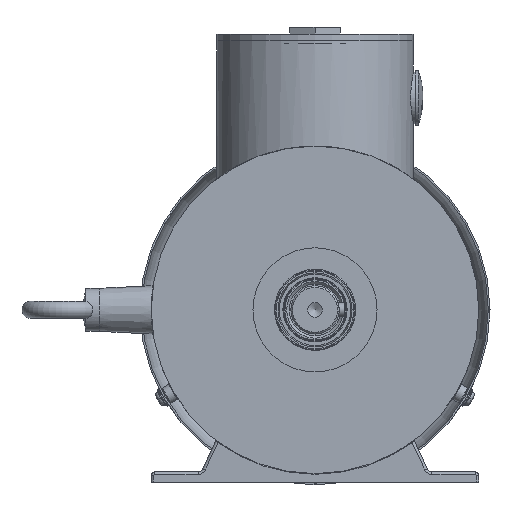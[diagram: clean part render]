
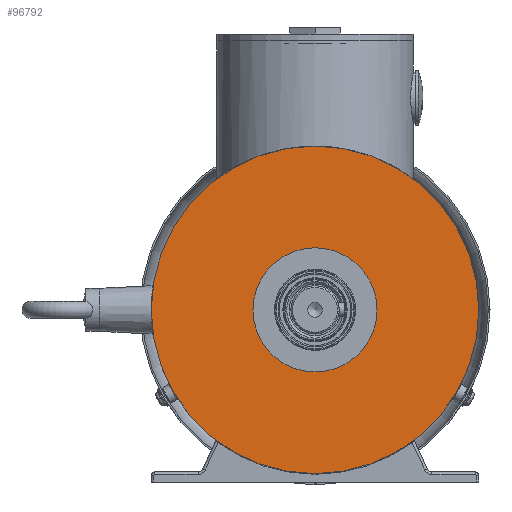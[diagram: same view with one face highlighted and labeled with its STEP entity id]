
A CAD part, left-side view. The second image highlights one B-rep face of the part: STEP entity #96792.
In plain terms, the highlighted planar face has unit normal (-1, 0, 0).
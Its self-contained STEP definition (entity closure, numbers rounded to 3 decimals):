
#23689=PLANE('',#94486);
#24408=ORIENTED_EDGE('',*,*,#30738,.F.);
#24409=ORIENTED_EDGE('',*,*,#30737,.T.);
#28330=CIRCLE('',#94485,36.);
#28331=CIRCLE('',#94487,95.);
#29207=VERTEX_POINT('',#84856);
#29208=VERTEX_POINT('',#84859);
#30737=EDGE_CURVE('',#29207,#29207,#28330,.T.);
#30738=EDGE_CURVE('',#29208,#29208,#28331,.T.);
#32765=EDGE_LOOP('',(#24408));
#32766=EDGE_LOOP('',(#24409));
#34193=FACE_BOUND('',#32765,.T.);
#34194=FACE_BOUND('',#32766,.T.);
#35747=DIRECTION('',(1.,0.,0.));
#35748=DIRECTION('',(0.,36.,0.));
#35749=DIRECTION('',(-1.,0.,0.));
#35750=DIRECTION('',(0.,1.,0.));
#35751=DIRECTION('',(1.,0.,0.));
#35752=DIRECTION('',(0.,95.,0.));
#84856=CARTESIAN_POINT('',(-42.5,36.,0.));
#84857=CARTESIAN_POINT('',(-42.5,0.,0.));
#84858=CARTESIAN_POINT('',(-42.5,95.,0.));
#84859=CARTESIAN_POINT('',(-42.5,95.,0.));
#84860=CARTESIAN_POINT('',(-42.5,0.,0.));
#94485=AXIS2_PLACEMENT_3D('',#84857,#35747,#35748);
#94486=AXIS2_PLACEMENT_3D('',#84858,#35749,#35750);
#94487=AXIS2_PLACEMENT_3D('',#84860,#35751,#35752);
#96792=ADVANCED_FACE('',(#34193,#34194),#23689,.T.);
